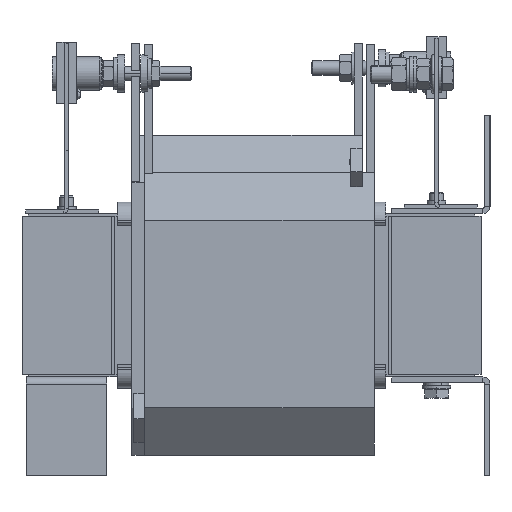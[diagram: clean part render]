
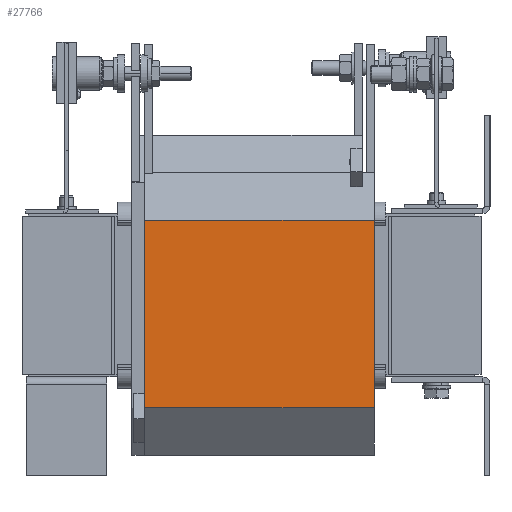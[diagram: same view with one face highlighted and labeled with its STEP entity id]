
A CAD part, left-side view. The second image highlights one B-rep face of the part: STEP entity #27766.
In plain terms, the highlighted planar face has unit normal (-1, 0, 0).
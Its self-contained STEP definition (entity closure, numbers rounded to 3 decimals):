
#550 = AXIS2_PLACEMENT_3D ( 'NONE', #5822, #32290, #39814 ) ;
#2494 = CARTESIAN_POINT ( 'NONE',  ( -231., 34.8, -63. ) ) ;
#4077 = LINE ( 'NONE', #2494, #45215 ) ;
#4816 = CARTESIAN_POINT ( 'NONE',  ( -231., 34.8, 42. ) ) ;
#5240 = CARTESIAN_POINT ( 'NONE',  ( -231., 163.35, -63. ) ) ;
#5822 = CARTESIAN_POINT ( 'NONE',  ( -231., 34.8, 42. ) ) ;
#6801 = VERTEX_POINT ( 'NONE', #4816 ) ;
#7512 = CARTESIAN_POINT ( 'NONE',  ( -231., 163.35, 42. ) ) ;
#7542 = VERTEX_POINT ( 'NONE', #30190 ) ;
#12563 = LINE ( 'NONE', #25926, #31677 ) ;
#13486 = DIRECTION ( 'NONE',  ( 0., 1., 0. ) ) ;
#16334 = EDGE_LOOP ( 'NONE', ( #36040, #25893, #26342, #44125 ) ) ;
#17247 = CARTESIAN_POINT ( 'NONE',  ( -231., 34.8, 42. ) ) ;
#22380 = DIRECTION ( 'NONE',  ( 0., 0., 1. ) ) ;
#22558 = VECTOR ( 'NONE', #28389, 1000. ) ;
#24287 = EDGE_CURVE ( 'Defeature ausgef�hrt2_76+Defeature ausgef�hrt2_71+Defeature ausgef�hrt2_77+Defeature ausgef�hrt2_66', #7542, #6801, #36920, .T. ) ;
#25105 = DIRECTION ( 'NONE',  ( 0., 1., 0. ) ) ;
#25893 = ORIENTED_EDGE ( 'NONE', *, *, #46994, .F. ) ;
#25926 = CARTESIAN_POINT ( 'NONE',  ( -231., 163.35, 42. ) ) ;
#26342 = ORIENTED_EDGE ( 'NONE', *, *, #43267, .F. ) ;
#27766 = ADVANCED_FACE ( 'Defeature ausgef�hrt2_76', ( #41362 ), #40474, .T. ) ;
#28389 = DIRECTION ( 'NONE',  ( 0., 0., 1. ) ) ;
#30190 = CARTESIAN_POINT ( 'NONE',  ( -231., 34.8, -63. ) ) ;
#30203 = VERTEX_POINT ( 'NONE', #5240 ) ;
#30521 = VERTEX_POINT ( 'NONE', #7512 ) ;
#31677 = VECTOR ( 'NONE', #22380, 1000. ) ;
#32290 = DIRECTION ( 'NONE',  ( -1., 0., 0. ) ) ;
#33315 = VECTOR ( 'NONE', #25105, 1000. ) ;
#36040 = ORIENTED_EDGE ( 'NONE', *, *, #36496, .T. ) ;
#36496 = EDGE_CURVE ( 'Defeature ausgef�hrt2_76+Defeature ausgef�hrt2_66+Defeature ausgef�hrt2_71+Defeature ausgef�hrt2_72', #6801, #30521, #38165, .T. ) ;
#36920 = LINE ( 'NONE', #46760, #22558 ) ;
#38165 = LINE ( 'NONE', #17247, #33315 ) ;
#39814 = DIRECTION ( 'NONE',  ( 0., 1., 0. ) ) ;
#40474 = PLANE ( 'NONE',  #550 ) ;
#41362 = FACE_OUTER_BOUND ( 'NONE', #16334, .T. ) ;
#43267 = EDGE_CURVE ( 'Defeature ausgef�hrt2_77+Defeature ausgef�hrt2_76+Defeature ausgef�hrt2_71+Defeature ausgef�hrt2_72', #7542, #30203, #4077, .T. ) ;
#44125 = ORIENTED_EDGE ( 'NONE', *, *, #24287, .T. ) ;
#45215 = VECTOR ( 'NONE', #13486, 1000. ) ;
#46760 = CARTESIAN_POINT ( 'NONE',  ( -231., 34.8, 42. ) ) ;
#46994 = EDGE_CURVE ( 'Defeature ausgef�hrt2_72+Defeature ausgef�hrt2_76+Defeature ausgef�hrt2_77+Defeature ausgef�hrt2_66', #30203, #30521, #12563, .T. ) ;
